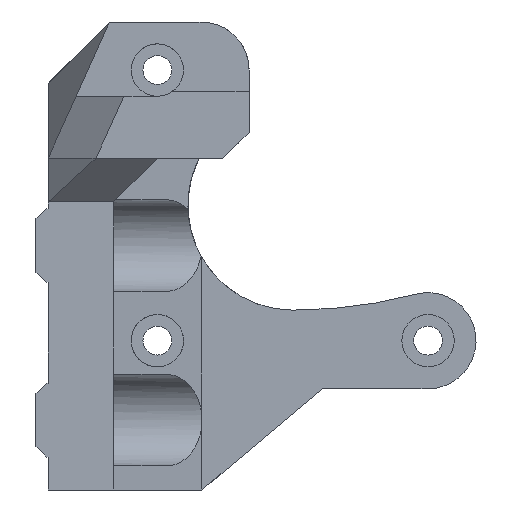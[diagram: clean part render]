
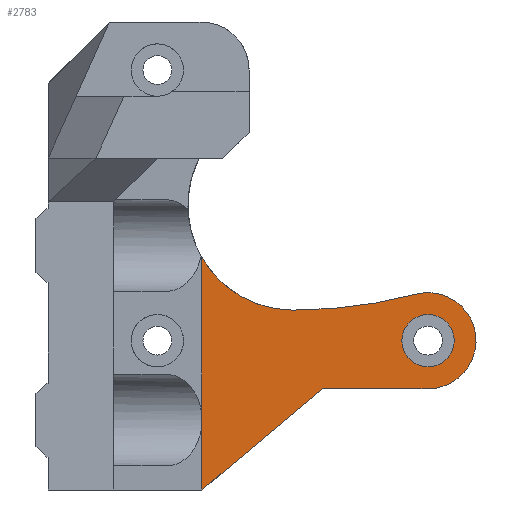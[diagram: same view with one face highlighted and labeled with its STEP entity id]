
A CAD part, front view. The second image highlights one B-rep face of the part: STEP entity #2783.
In plain terms, the highlighted planar face has unit normal (0, -1, 0).
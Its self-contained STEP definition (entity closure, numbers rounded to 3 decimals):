
#45=FACE_BOUND('',#434,.T.);
#65=CIRCLE('',#2965,12.);
#78=CIRCLE('',#3013,5.5);
#79=CIRCLE('',#3014,55.563);
#80=CIRCLE('',#3015,3.);
#256=FACE_OUTER_BOUND('',#433,.T.);
#433=EDGE_LOOP('',(#2359,#2360,#2361,#2362,#2363,#2364,#2365));
#434=EDGE_LOOP('',(#2366));
#696=LINE('',#4305,#1021);
#728=LINE('',#4445,#1053);
#761=LINE('',#4524,#1086);
#768=LINE('',#4540,#1093);
#1021=VECTOR('',#3503,10.);
#1053=VECTOR('',#3609,10.);
#1086=VECTOR('',#3686,10.);
#1093=VECTOR('',#3703,10.);
#1273=VERTEX_POINT('',#4297);
#1275=VERTEX_POINT('',#4303);
#1294=VERTEX_POINT('',#4357);
#1295=VERTEX_POINT('',#4359);
#1322=VERTEX_POINT('',#4443);
#1350=VERTEX_POINT('',#4539);
#1351=VERTEX_POINT('',#4541);
#1352=VERTEX_POINT('',#4544);
#1597=EDGE_CURVE('',#1273,#1275,#696,.T.);
#1619=EDGE_CURVE('',#1295,#1294,#65,.T.);
#1658=EDGE_CURVE('',#1294,#1322,#728,.T.);
#1699=EDGE_CURVE('',#1322,#1273,#761,.T.);
#1706=EDGE_CURVE('',#1275,#1350,#768,.T.);
#1707=EDGE_CURVE('',#1351,#1350,#78,.T.);
#1708=EDGE_CURVE('',#1351,#1295,#79,.T.);
#1709=EDGE_CURVE('',#1352,#1352,#80,.T.);
#2359=ORIENTED_EDGE('',*,*,#1658,.T.);
#2360=ORIENTED_EDGE('',*,*,#1699,.T.);
#2361=ORIENTED_EDGE('',*,*,#1597,.T.);
#2362=ORIENTED_EDGE('',*,*,#1706,.T.);
#2363=ORIENTED_EDGE('',*,*,#1707,.F.);
#2364=ORIENTED_EDGE('',*,*,#1708,.T.);
#2365=ORIENTED_EDGE('',*,*,#1619,.T.);
#2366=ORIENTED_EDGE('',*,*,#1709,.F.);
#2629=PLANE('',#3012);
#2783=ADVANCED_FACE('',(#256,#45),#2629,.F.);
#2965=AXIS2_PLACEMENT_3D('',#4360,#3542,#3543);
#3012=AXIS2_PLACEMENT_3D('',#4538,#3701,#3702);
#3013=AXIS2_PLACEMENT_3D('',#4542,#3704,#3705);
#3014=AXIS2_PLACEMENT_3D('',#4543,#3706,#3707);
#3015=AXIS2_PLACEMENT_3D('',#4545,#3708,#3709);
#3503=DIRECTION('',(0.766,0.,0.643));
#3542=DIRECTION('center_axis',(0.,1.,0.));
#3543=DIRECTION('ref_axis',(0.,0.,-1.));
#3609=DIRECTION('',(0.,0.,-1.));
#3686=DIRECTION('',(0.,0.,-1.));
#3701=DIRECTION('center_axis',(0.,1.,0.));
#3702=DIRECTION('ref_axis',(1.,0.,0.));
#3703=DIRECTION('',(1.,0.,0.));
#3704=DIRECTION('center_axis',(0.,1.,0.));
#3705=DIRECTION('ref_axis',(-0.254,0.,0.967));
#3706=DIRECTION('center_axis',(0.,1.,0.));
#3707=DIRECTION('ref_axis',(0.254,0.,-0.967));
#3708=DIRECTION('center_axis',(0.,-1.,0.));
#3709=DIRECTION('ref_axis',(1.,0.,0.));
#4297=CARTESIAN_POINT('',(5.1,0.,-17.1));
#4303=CARTESIAN_POINT('',(18.924,0.,-5.5));
#4305=CARTESIAN_POINT('',(5.1,0.,-17.1));
#4357=CARTESIAN_POINT('',(5.1,0.,9.513));
#4359=CARTESIAN_POINT('',(15.5,0.,3.5));
#4360=CARTESIAN_POINT('Origin',(15.5,0.,15.5));
#4443=CARTESIAN_POINT('',(5.1,0.,-9.1));
#4445=CARTESIAN_POINT('',(5.1,0.,15.3));
#4524=CARTESIAN_POINT('',(5.1,0.,15.3));
#4538=CARTESIAN_POINT('Origin',(11.3,0.,9.7));
#4539=CARTESIAN_POINT('',(31.,0.,-5.5));
#4540=CARTESIAN_POINT('',(18.924,0.,-5.5));
#4541=CARTESIAN_POINT('',(29.604,0.,5.32));
#4542=CARTESIAN_POINT('Origin',(31.,0.,0.));
#4543=CARTESIAN_POINT('Origin',(15.5,0.,59.063));
#4544=CARTESIAN_POINT('',(28.,0.,0.));
#4545=CARTESIAN_POINT('Origin',(31.,0.,0.));
